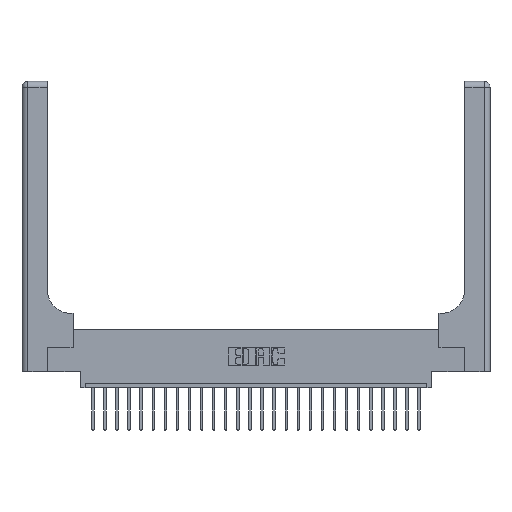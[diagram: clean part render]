
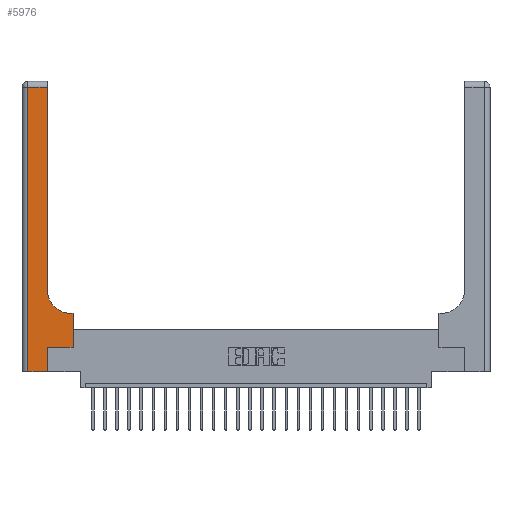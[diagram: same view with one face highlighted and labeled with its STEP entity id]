
A CAD part, top view. The second image highlights one B-rep face of the part: STEP entity #5976.
In plain terms, the highlighted planar face has unit normal (0, 0, 1).
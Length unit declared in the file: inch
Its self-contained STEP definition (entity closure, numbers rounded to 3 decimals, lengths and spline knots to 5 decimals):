
#119 = VERTEX_POINT ( 'NONE', #6624 ) ;
#474 = VERTEX_POINT ( 'NONE', #2268 ) ;
#584 = VERTEX_POINT ( 'NONE', #23552 ) ;
#671 = EDGE_CURVE ( 'NONE', #13564, #11324, #23192, .T. ) ;
#1395 = EDGE_CURVE ( 'NONE', #474, #4091, #17215, .T. ) ;
#1548 = CARTESIAN_POINT ( 'NONE',  ( 0.06, 3., 0.37 ) ) ;
#1692 = LINE ( 'NONE', #5428, #9370 ) ;
#1721 = EDGE_CURVE ( 'NONE', #119, #18804, #15728, .T. ) ;
#1933 = VECTOR ( 'NONE', #14803, 39.37008 ) ;
#2052 = EDGE_CURVE ( 'NONE', #18804, #23735, #1692, .T. ) ;
#2268 = CARTESIAN_POINT ( 'NONE',  ( 0.06, 0., 0.37 ) ) ;
#3070 = ORIENTED_EDGE ( 'NONE', *, *, #1721, .T. ) ;
#3089 = ORIENTED_EDGE ( 'NONE', *, *, #20529, .T. ) ;
#4091 = VERTEX_POINT ( 'NONE', #13645 ) ;
#4667 = ORIENTED_EDGE ( 'NONE', *, *, #671, .T. ) ;
#5140 = CARTESIAN_POINT ( 'NONE',  ( 0.528, 0.6, 0.37 ) ) ;
#5390 = CARTESIAN_POINT ( 'NONE',  ( 0.26, 3., 0.37 ) ) ;
#5428 = CARTESIAN_POINT ( 'NONE',  ( 0.26, 0.6, 0.37 ) ) ;
#5976 = ADVANCED_FACE ( 'NONE', ( #11595 ), #9796, .F. ) ;
#6296 = EDGE_CURVE ( 'NONE', #4091, #6932, #17218, .T. ) ;
#6517 = CARTESIAN_POINT ( 'NONE',  ( 0.265, 0.25, 0.37 ) ) ;
#6624 = CARTESIAN_POINT ( 'NONE',  ( 0.528, 0.25, 0.37 ) ) ;
#6833 = LINE ( 'NONE', #5390, #8883 ) ;
#6932 = VERTEX_POINT ( 'NONE', #7562 ) ;
#6963 = LINE ( 'NONE', #1548, #1933 ) ;
#6996 = DIRECTION ( 'NONE',  ( 0., 0., -1. ) ) ;
#7562 = CARTESIAN_POINT ( 'NONE',  ( 0.265, 0.25, 0.37 ) ) ;
#7836 = DIRECTION ( 'NONE',  ( 0., 1., 0. ) ) ;
#8033 = VECTOR ( 'NONE', #11846, 39.37008 ) ;
#8796 = ORIENTED_EDGE ( 'NONE', *, *, #6296, .T. ) ;
#8883 = VECTOR ( 'NONE', #18871, 39.37008 ) ;
#9196 = ORIENTED_EDGE ( 'NONE', *, *, #1395, .T. ) ;
#9227 = VECTOR ( 'NONE', #14184, 39.37008 ) ;
#9370 = VECTOR ( 'NONE', #16918, 39.37008 ) ;
#9796 = PLANE ( 'NONE',  #11466 ) ;
#10271 = EDGE_CURVE ( 'NONE', #11324, #474, #6963, .T. ) ;
#11324 = VERTEX_POINT ( 'NONE', #23594 ) ;
#11466 = AXIS2_PLACEMENT_3D ( 'NONE', #21249, #23087, #19352 ) ;
#11500 = VECTOR ( 'NONE', #17838, 39.37008 ) ;
#11595 = FACE_OUTER_BOUND ( 'NONE', #15819, .T. ) ;
#11721 = CIRCLE ( 'NONE', #14065, 0.25 ) ;
#11846 = DIRECTION ( 'NONE',  ( 0., 1., 0. ) ) ;
#12169 = VECTOR ( 'NONE', #24242, 39.37008 ) ;
#13564 = VERTEX_POINT ( 'NONE', #22566 ) ;
#13645 = CARTESIAN_POINT ( 'NONE',  ( 0.265, 0., 0.37 ) ) ;
#13964 = VECTOR ( 'NONE', #7836, 39.37008 ) ;
#14065 = AXIS2_PLACEMENT_3D ( 'NONE', #20478, #6996, #20395 ) ;
#14184 = DIRECTION ( 'NONE',  ( -1., 0., 0. ) ) ;
#14803 = DIRECTION ( 'NONE',  ( 0., -1., 0. ) ) ;
#15189 = ORIENTED_EDGE ( 'NONE', *, *, #2052, .T. ) ;
#15728 = LINE ( 'NONE', #21221, #8033 ) ;
#15819 = EDGE_LOOP ( 'NONE', ( #18161, #4667, #16936, #9196, #8796, #15918, #3070, #15189, #3089 ) ) ;
#15918 = ORIENTED_EDGE ( 'NONE', *, *, #18987, .T. ) ;
#15953 = LINE ( 'NONE', #6517, #11500 ) ;
#16858 = CARTESIAN_POINT ( 'NONE',  ( 0.51, 0.6, 0.37 ) ) ;
#16918 = DIRECTION ( 'NONE',  ( -1., 0., 0. ) ) ;
#16936 = ORIENTED_EDGE ( 'NONE', *, *, #10271, .T. ) ;
#17215 = LINE ( 'NONE', #21861, #12169 ) ;
#17218 = LINE ( 'NONE', #20924, #13964 ) ;
#17287 = EDGE_CURVE ( 'NONE', #584, #13564, #6833, .T. ) ;
#17838 = DIRECTION ( 'NONE',  ( 1., 0., 0. ) ) ;
#18161 = ORIENTED_EDGE ( 'NONE', *, *, #17287, .T. ) ;
#18804 = VERTEX_POINT ( 'NONE', #5140 ) ;
#18871 = DIRECTION ( 'NONE',  ( 0., 1., 0. ) ) ;
#18987 = EDGE_CURVE ( 'NONE', #6932, #119, #15953, .T. ) ;
#19352 = DIRECTION ( 'NONE',  ( -1., 0., 0. ) ) ;
#20395 = DIRECTION ( 'NONE',  ( 1., 0., 0. ) ) ;
#20418 = CARTESIAN_POINT ( 'NONE',  ( 0., 2.94, 0.37 ) ) ;
#20478 = CARTESIAN_POINT ( 'NONE',  ( 0.51, 0.85, 0.37 ) ) ;
#20529 = EDGE_CURVE ( 'NONE', #23735, #584, #11721, .T. ) ;
#20924 = CARTESIAN_POINT ( 'NONE',  ( 0.265, 0., 0.37 ) ) ;
#21221 = CARTESIAN_POINT ( 'NONE',  ( 0.528, 0.25, 0.37 ) ) ;
#21249 = CARTESIAN_POINT ( 'NONE',  ( 0., 3., 0.37 ) ) ;
#21861 = CARTESIAN_POINT ( 'NONE',  ( 0., 0., 0.37 ) ) ;
#22566 = CARTESIAN_POINT ( 'NONE',  ( 0.26, 2.94, 0.37 ) ) ;
#23087 = DIRECTION ( 'NONE',  ( 0., 0., -1. ) ) ;
#23192 = LINE ( 'NONE', #20418, #9227 ) ;
#23552 = CARTESIAN_POINT ( 'NONE',  ( 0.26, 0.85, 0.37 ) ) ;
#23594 = CARTESIAN_POINT ( 'NONE',  ( 0.06, 2.94, 0.37 ) ) ;
#23735 = VERTEX_POINT ( 'NONE', #16858 ) ;
#24242 = DIRECTION ( 'NONE',  ( 1., 0., 0. ) ) ;
